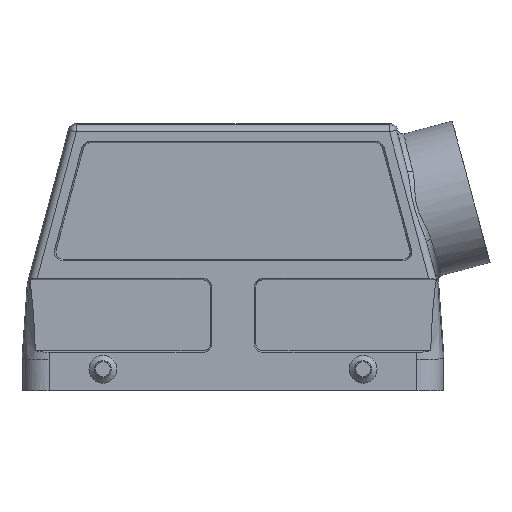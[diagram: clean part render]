
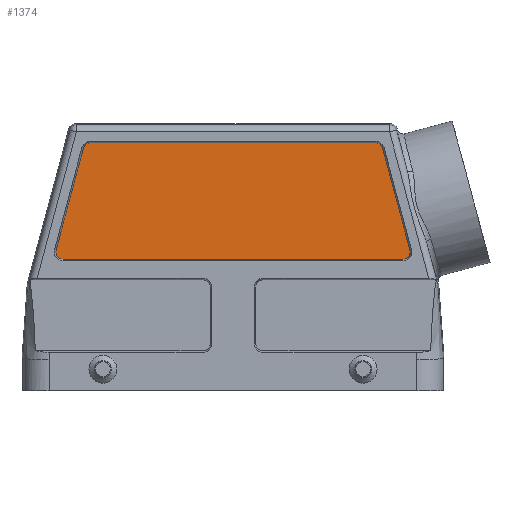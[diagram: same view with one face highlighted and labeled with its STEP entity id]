
A CAD part, front view. The second image highlights one B-rep face of the part: STEP entity #1374.
In plain terms, the highlighted planar face has unit normal (0, -1, 0).
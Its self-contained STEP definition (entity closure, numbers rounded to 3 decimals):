
#1299=CARTESIAN_POINT('',(0.0,-20.3,0.0));
#1300=DIRECTION('',(0.0,-1.0,0.0));
#1301=DIRECTION('',(0.0,0.0,-1.0));
#1302=AXIS2_PLACEMENT_3D('',#1299,#1300,#1301);
#1303=PLANE('',#1302);
#1304=CARTESIAN_POINT('',(-48.324,-20.3,28.287));
#1305=VERTEX_POINT('',#1304);
#1306=CARTESIAN_POINT('',(48.324,-20.3,28.287));
#1307=VERTEX_POINT('',#1306);
#1308=CARTESIAN_POINT('',(-48.324,-20.3,28.287));
#1309=DIRECTION('',(1.0,0.0,0.0));
#1310=VECTOR('',#1309,96.648);
#1311=LINE('',#1308,#1310);
#1312=EDGE_CURVE('',#1305,#1307,#1311,.T.);
#1313=ORIENTED_EDGE('',*,*,#1312,.T.);
#1314=CARTESIAN_POINT('',(50.317,-20.3,30.884));
#1315=VERTEX_POINT('',#1314);
#1316=CARTESIAN_POINT('',(48.324,-20.3,30.35));
#1317=DIRECTION('',(0.0,-1.0,0.0));
#1318=DIRECTION('',(0.0,0.0,-1.0));
#1319=AXIS2_PLACEMENT_3D('',#1316,#1317,#1318);
#1320=CIRCLE('',#1319,2.063);
#1321=EDGE_CURVE('',#1307,#1315,#1320,.T.);
#1322=ORIENTED_EDGE('',*,*,#1321,.T.);
#1323=CARTESIAN_POINT('',(42.546,-20.3,59.884));
#1324=VERTEX_POINT('',#1323);
#1325=CARTESIAN_POINT('',(42.546,-20.3,59.884));
#1326=DIRECTION('',(0.259,0.0,-0.966));
#1327=VECTOR('',#1326,30.023);
#1328=LINE('',#1325,#1327);
#1329=EDGE_CURVE('',#1324,#1315,#1328,.T.);
#1330=ORIENTED_EDGE('',*,*,#1329,.F.);
#1331=CARTESIAN_POINT('',(40.553,-20.3,61.413));
#1332=VERTEX_POINT('',#1331);
#1333=CARTESIAN_POINT('',(40.553,-20.3,59.35));
#1334=DIRECTION('',(0.0,1.0,0.0));
#1335=DIRECTION('',(0.0,0.0,-1.0));
#1336=AXIS2_PLACEMENT_3D('',#1333,#1334,#1335);
#1337=CIRCLE('',#1336,2.063);
#1338=EDGE_CURVE('',#1332,#1324,#1337,.T.);
#1339=ORIENTED_EDGE('',*,*,#1338,.F.);
#1340=CARTESIAN_POINT('',(-40.553,-20.3,61.413));
#1341=VERTEX_POINT('',#1340);
#1342=CARTESIAN_POINT('',(-40.553,-20.3,61.413));
#1343=DIRECTION('',(1.0,0.0,0.0));
#1344=VECTOR('',#1343,81.107);
#1345=LINE('',#1342,#1344);
#1346=EDGE_CURVE('',#1341,#1332,#1345,.T.);
#1347=ORIENTED_EDGE('',*,*,#1346,.F.);
#1348=CARTESIAN_POINT('',(-42.546,-20.3,59.884));
#1349=VERTEX_POINT('',#1348);
#1350=CARTESIAN_POINT('',(-40.553,-20.3,59.35));
#1351=DIRECTION('',(0.0,-1.0,0.0));
#1352=DIRECTION('',(0.0,0.0,-1.0));
#1353=AXIS2_PLACEMENT_3D('',#1350,#1351,#1352);
#1354=CIRCLE('',#1353,2.063);
#1355=EDGE_CURVE('',#1341,#1349,#1354,.T.);
#1356=ORIENTED_EDGE('',*,*,#1355,.T.);
#1357=CARTESIAN_POINT('',(-50.317,-20.3,30.884));
#1358=VERTEX_POINT('',#1357);
#1359=CARTESIAN_POINT('',(-42.546,-20.3,59.884));
#1360=DIRECTION('',(-0.259,0.0,-0.966));
#1361=VECTOR('',#1360,30.023);
#1362=LINE('',#1359,#1361);
#1363=EDGE_CURVE('',#1349,#1358,#1362,.T.);
#1364=ORIENTED_EDGE('',*,*,#1363,.T.);
#1365=CARTESIAN_POINT('',(-48.324,-20.3,30.35));
#1366=DIRECTION('',(0.0,-1.0,0.0));
#1367=DIRECTION('',(0.0,0.0,-1.0));
#1368=AXIS2_PLACEMENT_3D('',#1365,#1366,#1367);
#1369=CIRCLE('',#1368,2.063);
#1370=EDGE_CURVE('',#1358,#1305,#1369,.T.);
#1371=ORIENTED_EDGE('',*,*,#1370,.T.);
#1372=EDGE_LOOP('',(#1313,#1322,#1330,#1339,#1347,#1356,#1364,#1371));
#1373=FACE_OUTER_BOUND('',#1372,.T.);
#1374=ADVANCED_FACE('',(#1373),#1303,.T.);
